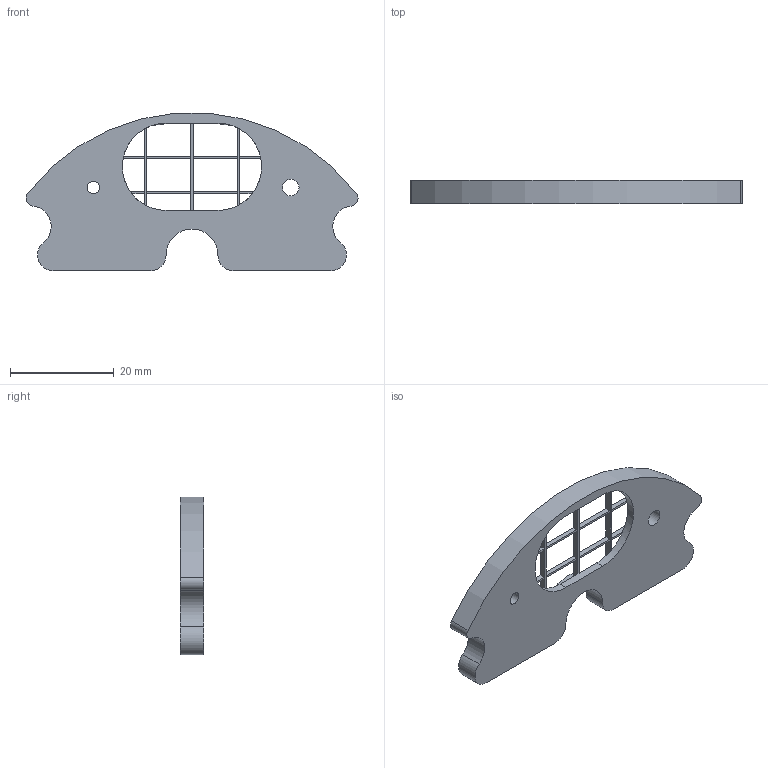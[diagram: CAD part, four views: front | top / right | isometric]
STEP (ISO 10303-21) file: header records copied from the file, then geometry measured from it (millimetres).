
FILE_DESCRIPTION(/* description */ (''),/* implementation_level */ '2;1');
FILE_NAME(/* name */ 'speaker_chamber v2.step',/* time_stamp */ '2024-03-10T18:53:49-07:00',/* author */ (''),/* organization */ (''),/* preprocessor_version */ 'ST-DEVELOPER v20',/* originating_system */ 'Autodesk Translation Framework v12.20.1.177',/* authorisation */ '');
FILE_SCHEMA (('AUTOMOTIVE_DESIGN { 1 0 10303 214 3 1 1 }'));
Length unit declared in the file: millimetre
Products named in the file (1): speaker_chamber
Bounding box: 63.88 x 4.5 x 30.28 mm (x, y, z)
Volume: 2684 mm3; surface area: 4295.2 mm2
Topology: 1 solids, 1 shells, 136 faces, 445 edges, 292 vertices
Faces by surface type: plane 110, cylinder 26
Full cylindrical faces by diameter (mm): 2.4 x1, 3.2 x1, 3.6 x1, 5.4 x1
Entity records: 4960 total; most frequent: ORIENTED_EDGE 890, CARTESIAN_POINT 874, DIRECTION 833, EDGE_CURVE 445, LINE 331, VECTOR 331, VERTEX_POINT 292, AXIS2_PLACEMENT_3D 251
